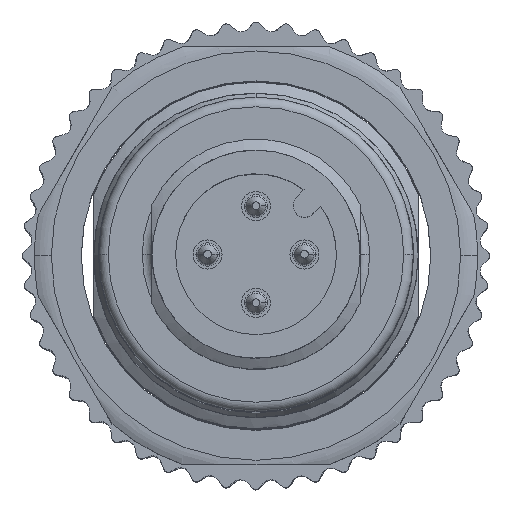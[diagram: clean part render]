
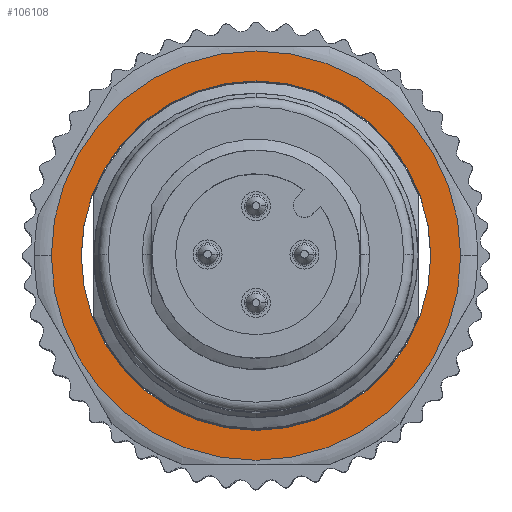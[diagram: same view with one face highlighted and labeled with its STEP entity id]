
A CAD part, top view. The second image highlights one B-rep face of the part: STEP entity #106108.
In plain terms, the highlighted face is planar.
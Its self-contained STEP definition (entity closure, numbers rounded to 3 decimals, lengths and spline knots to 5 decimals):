
#102701=CARTESIAN_POINT('',(0.,0.32,0.));
#102702=DIRECTION('',(0.,-1.,0.));
#102703=DIRECTION('',(1.,0.,0.));
#102704=AXIS2_PLACEMENT_3D('',#102701,#102702,#102703);
#102706=CARTESIAN_POINT('',(0.,0.32,0.));
#102707=DIRECTION('',(0.,-1.,0.));
#102708=DIRECTION('',(-1.,0.,0.));
#102709=AXIS2_PLACEMENT_3D('',#102706,#102707,#102708);
#102711=CARTESIAN_POINT('',(0.,0.32,0.));
#102712=DIRECTION('',(0.,1.,0.));
#102713=DIRECTION('',(1.,0.,0.));
#102714=AXIS2_PLACEMENT_3D('',#102711,#102712,#102713);
#102716=CARTESIAN_POINT('',(0.,0.32,0.));
#102717=DIRECTION('',(0.,1.,0.));
#102718=DIRECTION('',(-1.,0.,0.));
#102719=AXIS2_PLACEMENT_3D('',#102716,#102717,#102718);
#104839=CARTESIAN_POINT('',(0.355,0.32,0.));
#104840=CARTESIAN_POINT('',(-0.355,0.32,0.));
#104841=VERTEX_POINT('',#104839);
#104842=VERTEX_POINT('',#104840);
#104891=CARTESIAN_POINT('',(0.41584,0.32,0.));
#104892=CARTESIAN_POINT('',(-0.41584,0.32,0.));
#104893=VERTEX_POINT('',#104891);
#104894=VERTEX_POINT('',#104892);
#106093=CARTESIAN_POINT('',(0.,0.32,0.));
#106094=DIRECTION('',(0.,1.,0.));
#106095=DIRECTION('',(1.,0.,0.));
#106096=AXIS2_PLACEMENT_3D('',#106093,#106094,#106095);
#106097=PLANE('',#106096);
#106099=ORIENTED_EDGE('',*,*,#106098,.F.);
#106101=ORIENTED_EDGE('',*,*,#106100,.F.);
#106102=EDGE_LOOP('',(#106099,#106101));
#106103=FACE_OUTER_BOUND('',#106102,.F.);
#106104=ORIENTED_EDGE('',*,*,#106073,.F.);
#106105=ORIENTED_EDGE('',*,*,#106087,.F.);
#106106=EDGE_LOOP('',(#106104,#106105));
#106107=FACE_BOUND('',#106106,.F.);
#102705=CIRCLE('',#102704,0.355);
#102710=CIRCLE('',#102709,0.355);
#102715=CIRCLE('',#102714,0.41584);
#102720=CIRCLE('',#102719,0.41584);
#106073=EDGE_CURVE('',#104841,#104842,#102705,.T.);
#106087=EDGE_CURVE('',#104842,#104841,#102710,.T.);
#106098=EDGE_CURVE('',#104893,#104894,#102715,.T.);
#106100=EDGE_CURVE('',#104894,#104893,#102720,.T.);
#106108=ADVANCED_FACE('',(#106103,#106107),#106097,.T.);
